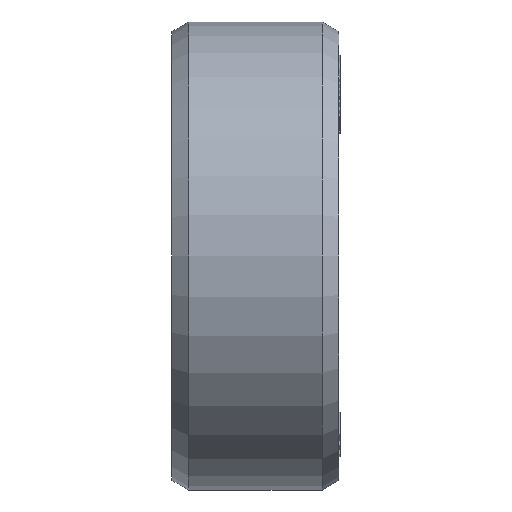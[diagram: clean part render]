
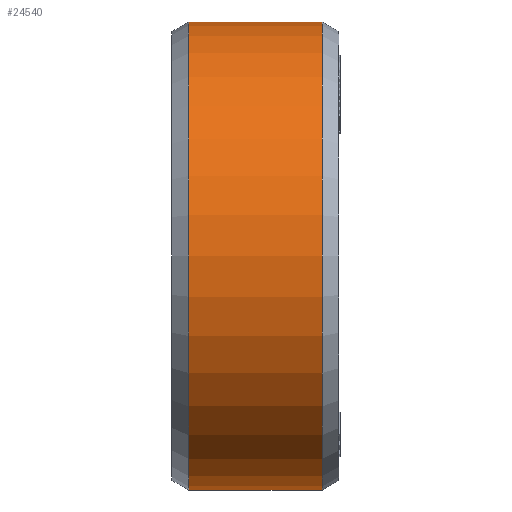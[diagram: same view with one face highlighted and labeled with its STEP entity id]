
A CAD part, left-side view. The second image highlights one B-rep face of the part: STEP entity #24540.
In plain terms, the highlighted cylindrical face has radius 14 mm (diameter 28 mm), a partial arc.
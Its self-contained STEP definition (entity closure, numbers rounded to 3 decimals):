
#23850=DIRECTION('',(0.,1.,0.));
#23851=VECTOR('',#23850,8.);
#23852=CARTESIAN_POINT('',(0.,-4.,-14.));
#23853=LINE('',#23852,#23851);
#23857=DIRECTION('',(0.,1.,0.));
#23858=VECTOR('',#23857,8.);
#23859=CARTESIAN_POINT('',(0.,-4.,14.));
#23860=LINE('',#23859,#23858);
#23864=CARTESIAN_POINT('',(0.,-4.,0.));
#23865=DIRECTION('',(0.,1.,0.));
#23866=DIRECTION('',(0.,0.,-1.));
#23867=AXIS2_PLACEMENT_3D('',#23864,#23865,#23866);
#23902=CARTESIAN_POINT('',(0.,4.,0.));
#23903=DIRECTION('',(0.,1.,0.));
#23904=DIRECTION('',(0.,0.,-1.));
#23905=AXIS2_PLACEMENT_3D('',#23902,#23903,#23904);
#23935=CARTESIAN_POINT('',(0.,-4.,-14.));
#23937=VERTEX_POINT('',#23935);
#23938=CARTESIAN_POINT('',(0.,4.,-14.));
#23939=VERTEX_POINT('',#23938);
#23967=CARTESIAN_POINT('',(0.,-4.,14.));
#23969=VERTEX_POINT('',#23967);
#23970=CARTESIAN_POINT('',(0.,4.,14.));
#23971=VERTEX_POINT('',#23970);
#24526=CARTESIAN_POINT('',(0.,14.493,0.));
#24527=DIRECTION('',(0.,-1.,0.));
#24528=DIRECTION('',(0.,0.,1.));
#24529=AXIS2_PLACEMENT_3D('',#24526,#24527,#24528);
#24530=CYLINDRICAL_SURFACE('',#24529,14.);
#24532=ORIENTED_EDGE('',*,*,#24531,.T.);
#24534=ORIENTED_EDGE('',*,*,#24533,.T.);
#24536=ORIENTED_EDGE('',*,*,#24535,.F.);
#24537=ORIENTED_EDGE('',*,*,#24512,.F.);
#24538=EDGE_LOOP('',(#24532,#24534,#24536,#24537));
#24539=FACE_OUTER_BOUND('',#24538,.F.);
#23868=CIRCLE('',#23867,14.);
#23906=CIRCLE('',#23905,14.);
#24512=EDGE_CURVE('',#23937,#23969,#23868,.T.);
#24531=EDGE_CURVE('',#23937,#23939,#23853,.T.);
#24533=EDGE_CURVE('',#23939,#23971,#23906,.T.);
#24535=EDGE_CURVE('',#23969,#23971,#23860,.T.);
#24540=ADVANCED_FACE('',(#24539),#24530,.T.);
